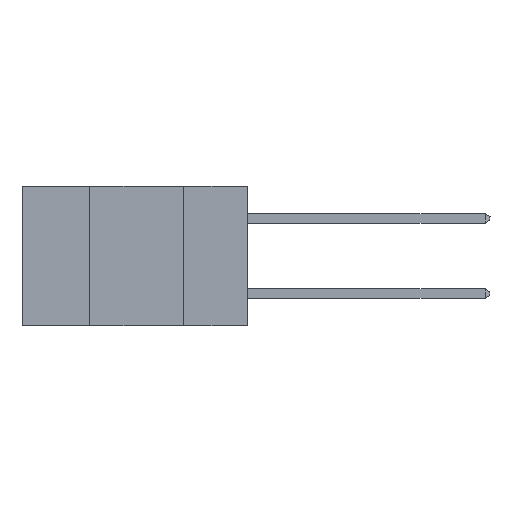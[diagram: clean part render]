
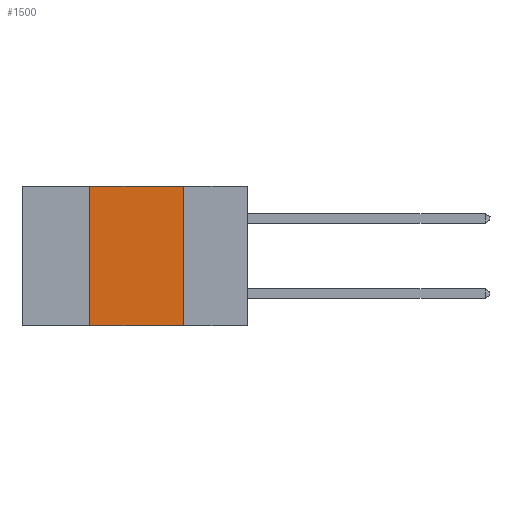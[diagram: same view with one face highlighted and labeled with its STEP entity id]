
A CAD part, left-side view. The second image highlights one B-rep face of the part: STEP entity #1500.
In plain terms, the highlighted planar face has unit normal (-1, 0, 0).
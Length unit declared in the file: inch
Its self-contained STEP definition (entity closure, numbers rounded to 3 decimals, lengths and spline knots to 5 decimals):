
#314 = CARTESIAN_POINT ( 'NONE',  ( 0., 0.17, 0. ) ) ;
#432 = VERTEX_POINT ( 'NONE', #16201 ) ;
#549 = CARTESIAN_POINT ( 'NONE',  ( 0., 0.42, -0.37 ) ) ;
#1500 = ADVANCED_FACE ( 'NONE', ( #13701 ), #9066, .F. ) ;
#1560 = VERTEX_POINT ( 'NONE', #20039 ) ;
#2393 = LINE ( 'NONE', #9429, #9596 ) ;
#3283 = LINE ( 'NONE', #21381, #4113 ) ;
#3593 = EDGE_CURVE ( 'NONE', #7470, #1560, #3283, .T. ) ;
#4113 = VECTOR ( 'NONE', #23008, 39.37008 ) ;
#4269 = VERTEX_POINT ( 'NONE', #8958 ) ;
#7470 = VERTEX_POINT ( 'NONE', #549 ) ;
#7615 = EDGE_CURVE ( 'NONE', #1560, #432, #14721, .T. ) ;
#7642 = LINE ( 'NONE', #314, #9308 ) ;
#8113 = ORIENTED_EDGE ( 'NONE', *, *, #7615, .F. ) ;
#8241 = EDGE_LOOP ( 'NONE', ( #16470, #8113, #18964, #11538 ) ) ;
#8958 = CARTESIAN_POINT ( 'NONE',  ( 0., 0.17, -0.37 ) ) ;
#9066 = PLANE ( 'NONE',  #22336 ) ;
#9308 = VECTOR ( 'NONE', #12768, 39.37008 ) ;
#9429 = CARTESIAN_POINT ( 'NONE',  ( 0., 0.6, -0.37 ) ) ;
#9596 = VECTOR ( 'NONE', #22054, 39.37008 ) ;
#10838 = CARTESIAN_POINT ( 'NONE',  ( 0., 0.6, 0. ) ) ;
#11538 = ORIENTED_EDGE ( 'NONE', *, *, #16970, .T. ) ;
#12768 = DIRECTION ( 'NONE',  ( 0., 0., -1. ) ) ;
#13701 = FACE_OUTER_BOUND ( 'NONE', #8241, .T. ) ;
#13852 = DIRECTION ( 'NONE',  ( 0., -1., 0. ) ) ;
#14440 = DIRECTION ( 'NONE',  ( 1., 0., 0. ) ) ;
#14721 = LINE ( 'NONE', #20376, #18334 ) ;
#16201 = CARTESIAN_POINT ( 'NONE',  ( 0., 0.17, 0. ) ) ;
#16470 = ORIENTED_EDGE ( 'NONE', *, *, #18685, .F. ) ;
#16970 = EDGE_CURVE ( 'NONE', #7470, #4269, #2393, .T. ) ;
#18334 = VECTOR ( 'NONE', #13852, 39.37008 ) ;
#18685 = EDGE_CURVE ( 'NONE', #432, #4269, #7642, .T. ) ;
#18964 = ORIENTED_EDGE ( 'NONE', *, *, #3593, .F. ) ;
#19970 = DIRECTION ( 'NONE',  ( 0., 0., -1. ) ) ;
#20039 = CARTESIAN_POINT ( 'NONE',  ( 0., 0.42, 0. ) ) ;
#20376 = CARTESIAN_POINT ( 'NONE',  ( 0., 0.6, 0. ) ) ;
#21381 = CARTESIAN_POINT ( 'NONE',  ( 0., 0.42, 0. ) ) ;
#22054 = DIRECTION ( 'NONE',  ( 0., -1., 0. ) ) ;
#22336 = AXIS2_PLACEMENT_3D ( 'NONE', #10838, #14440, #19970 ) ;
#23008 = DIRECTION ( 'NONE',  ( 0., 0., 1. ) ) ;
